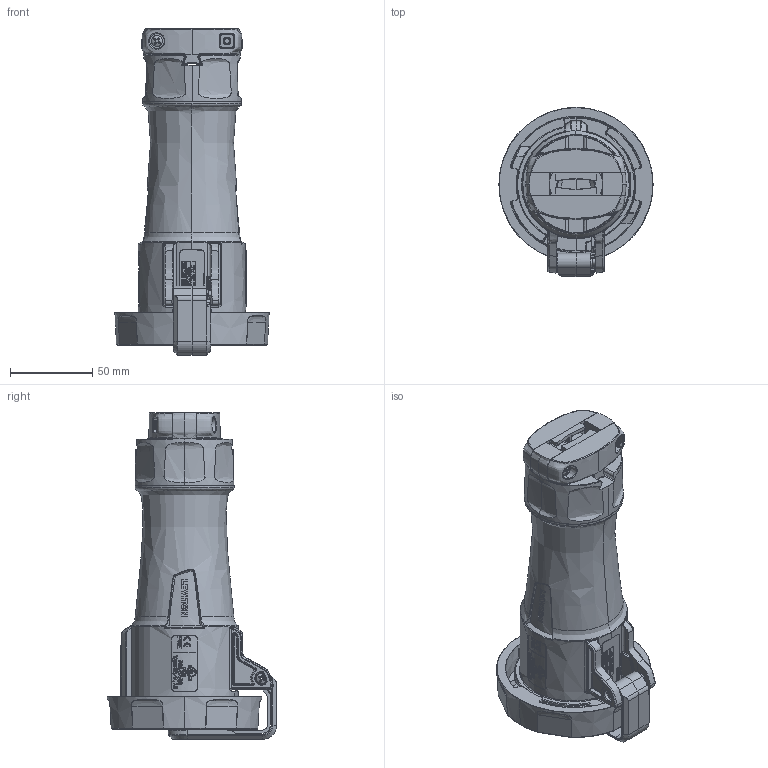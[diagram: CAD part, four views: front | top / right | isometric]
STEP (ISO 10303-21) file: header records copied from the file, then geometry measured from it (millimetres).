
FILE_DESCRIPTION (( 'STEP AP214' ), '1' );
FILE_NAME ('ORC6180-M01.STEP', '2025-03-14T17:46:58', ( '' ), ( '' ), 'SwSTEP 2.0', 'SolidWorks 2024', '' );
FILE_SCHEMA (( 'AUTOMOTIVE_DESIGN' ));
Products named in the file (1): ORC6180-M01
Bounding box: 94.06 x 103.17 x 199.21 mm (x, y, z)
Surface area: 77477.5 mm2 (no closed solid volume)
Topology: 0 solids, 105 shells, 1311 faces, 6794 edges, 5465 vertices
Faces by surface type: bspline 490, plane 370, cylinder 298, cone 76, torus 54, sphere 23
Entity records: 129035 total; most frequent: CARTESIAN_POINT 86259, ORIENTED_EDGE 8992, EDGE_CURVE 6785, DIRECTION 5629, VERTEX_POINT 5465, B_SPLINE_CURVE_WITH_KNOTS 3034, LINE 2395, VECTOR 2395
